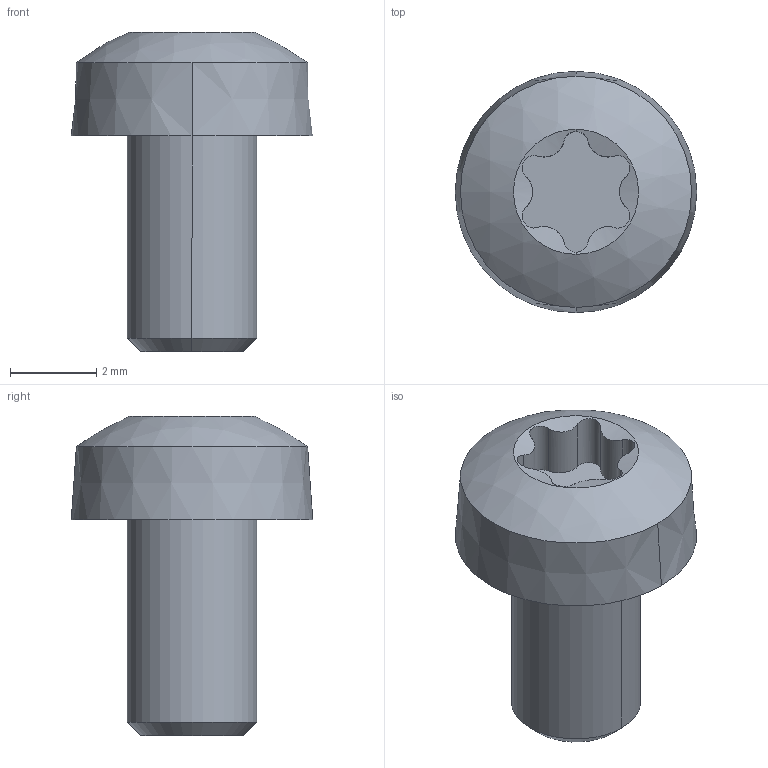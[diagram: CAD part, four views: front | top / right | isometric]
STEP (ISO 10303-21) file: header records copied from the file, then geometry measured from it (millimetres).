
FILE_DESCRIPTION((''),'2;1');
FILE_NAME('SCREW_M3X5_TORKX_ISO 14583_v.stp','2011-10-13T17:11:35',(''),(''),'Mechanical Desktop 2011','Mechanical Desktop 2011',', , ');
FILE_SCHEMA(('AUTOMOTIVE_DESIGN { 1 2 10303 214 1 1 1 1 }'));
Length unit declared in the file: millimetre
Products named in the file (2): Product; BOSSARD_BN 5687_M3x5
Bounding box: 5.6 x 5.6 x 7.4 mm (x, y, z)
Volume: 79.7 mm3; surface area: 135.8 mm2
Topology: 1 solids, 1 shells, 24 faces, 58 edges, 38 vertices
Faces by surface type: cylinder 14, cone 6, plane 3, sphere 1
Entity records: 899 total; most frequent: CARTESIAN_POINT 280, DIRECTION 120, ORIENTED_EDGE 116, EDGE_CURVE 58, AXIS2_PLACEMENT_3D 50, VERTEX_POINT 38, EDGE_LOOP 26, CIRCLE 24
